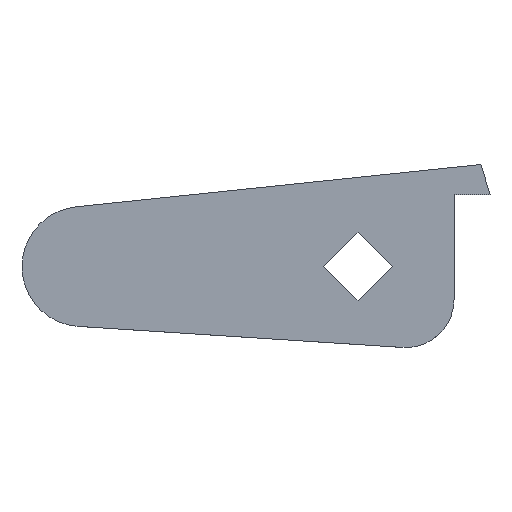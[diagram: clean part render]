
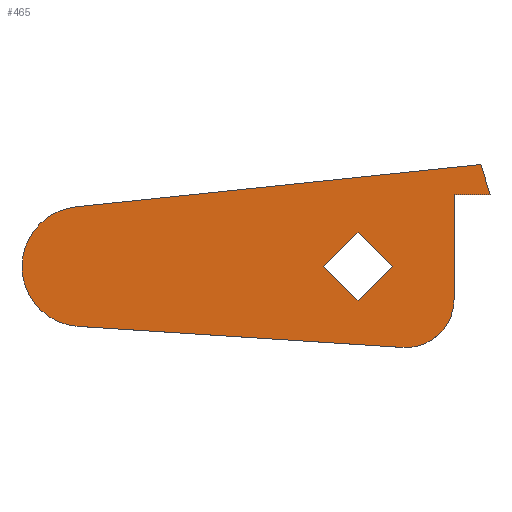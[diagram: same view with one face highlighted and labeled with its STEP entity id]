
A CAD part, top view. The second image highlights one B-rep face of the part: STEP entity #465.
In plain terms, the highlighted planar face has unit normal (0, 0, 1).
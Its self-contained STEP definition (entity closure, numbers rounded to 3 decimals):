
#3 = FACE_OUTER_BOUND ( 'NONE', #76, .T. ) ;
#11 = VECTOR ( 'NONE', #202, 1000. ) ;
#12 = VECTOR ( 'NONE', #192, 1000. ) ;
#15 = VECTOR ( 'NONE', #172, 1000. ) ;
#16 = AXIS2_PLACEMENT_3D ( 'NONE', #162, #171, #170 ) ;
#21 = AXIS2_PLACEMENT_3D ( 'NONE', #145, #156, #155 ) ;
#24 = AXIS2_PLACEMENT_3D ( 'NONE', #337, #141, #140 ) ;
#31 = VECTOR ( 'NONE', #249, 1000. ) ;
#34 = VECTOR ( 'NONE', #166, 1000. ) ;
#39 = VECTOR ( 'NONE', #196, 1000. ) ;
#40 = VECTOR ( 'NONE', #207, 1000. ) ;
#41 = AXIS2_PLACEMENT_3D ( 'NONE', #216, #215, #214 ) ;
#44 = FACE_BOUND ( 'NONE', #79, .T. ) ;
#51 = VECTOR ( 'NONE', #338, 1000. ) ;
#55 = VECTOR ( 'NONE', #181, 1000. ) ;
#76 = EDGE_LOOP ( 'NONE', ( #362, #386, #382, #383, #363, #367, #371, #374 ) ) ;
#79 = EDGE_LOOP ( 'NONE', ( #395, #375, #389, #381 ) ) ;
#85 = VERTEX_POINT ( 'NONE', #336 ) ;
#90 = VERTEX_POINT ( 'NONE', #340 ) ;
#93 = VERTEX_POINT ( 'NONE', #333 ) ;
#96 = VERTEX_POINT ( 'NONE', #330 ) ;
#97 = VERTEX_POINT ( 'NONE', #315 ) ;
#98 = VERTEX_POINT ( 'NONE', #357 ) ;
#101 = VERTEX_POINT ( 'NONE', #346 ) ;
#102 = VERTEX_POINT ( 'NONE', #311 ) ;
#103 = VERTEX_POINT ( 'NONE', #361 ) ;
#105 = VERTEX_POINT ( 'NONE', #312 ) ;
#110 = VERTEX_POINT ( 'NONE', #345 ) ;
#128 = VERTEX_POINT ( 'NONE', #317 ) ;
#140 = DIRECTION ( 'NONE',  ( -1., 0., 0. ) ) ;
#141 = DIRECTION ( 'NONE',  ( 0., 0., 1. ) ) ;
#145 = CARTESIAN_POINT ( 'NONE',  ( 8., -5.5, 1. ) ) ;
#155 = DIRECTION ( 'NONE',  ( -1., 0., 0. ) ) ;
#156 = DIRECTION ( 'NONE',  ( 0., 0., 1. ) ) ;
#162 = CARTESIAN_POINT ( 'NONE',  ( -46., 0., 1. ) ) ;
#166 = DIRECTION ( 'NONE',  ( -0.707, -0.707, 0. ) ) ;
#167 = CARTESIAN_POINT ( 'NONE',  ( 0., 5.728, 1. ) ) ;
#168 = LINE ( 'NONE', #167, #34 ) ;
#170 = DIRECTION ( 'NONE',  ( -1., 0., 0. ) ) ;
#171 = DIRECTION ( 'NONE',  ( 0., 0., 1. ) ) ;
#172 = DIRECTION ( 'NONE',  ( 0.707, 0.707, 0. ) ) ;
#173 = CARTESIAN_POINT ( 'NONE',  ( 0., -5.728, 1. ) ) ;
#174 = LINE ( 'NONE', #173, #15 ) ;
#181 = DIRECTION ( 'NONE',  ( 0., 1., 0. ) ) ;
#182 = CARTESIAN_POINT ( 'NONE',  ( 16., 12., 1. ) ) ;
#183 = LINE ( 'NONE', #182, #55 ) ;
#185 = CARTESIAN_POINT ( 'NONE',  ( 5.728, 0., 1. ) ) ;
#186 = LINE ( 'NONE', #185, #12 ) ;
#192 = DIRECTION ( 'NONE',  ( -0.707, 0.707, 0. ) ) ;
#193 = CARTESIAN_POINT ( 'NONE',  ( -5.728, 0., 1. ) ) ;
#194 = LINE ( 'NONE', #193, #39 ) ;
#195 = LINE ( 'NONE', #203, #11 ) ;
#196 = DIRECTION ( 'NONE',  ( 0.707, -0.707, 0. ) ) ;
#197 = CARTESIAN_POINT ( 'NONE',  ( -46.646, -9.979, 1. ) ) ;
#198 = LINE ( 'NONE', #197, #40 ) ;
#202 = DIRECTION ( 'NONE',  ( 1., 0., 0. ) ) ;
#203 = CARTESIAN_POINT ( 'NONE',  ( 22., 12., 1. ) ) ;
#207 = DIRECTION ( 'NONE',  ( 0.998, -0.065, 0. ) ) ;
#214 = DIRECTION ( 'NONE',  ( -1., 0., 0. ) ) ;
#215 = DIRECTION ( 'NONE',  ( 0., 0., -1. ) ) ;
#216 = CARTESIAN_POINT ( 'NONE',  ( -46., 0., 1. ) ) ;
#217 = PLANE ( 'NONE',  #41 ) ;
#234 = LINE ( 'NONE', #241, #31 ) ;
#241 = CARTESIAN_POINT ( 'NONE',  ( 22., 12., 1. ) ) ;
#249 = DIRECTION ( 'NONE',  ( -0.287, 0.958, 0. ) ) ;
#311 = CARTESIAN_POINT ( 'NONE',  ( 22., 12., 1. ) ) ;
#312 = CARTESIAN_POINT ( 'NONE',  ( 20.5, 17., 1. ) ) ;
#315 = CARTESIAN_POINT ( 'NONE',  ( 16., -5.5, 1. ) ) ;
#317 = CARTESIAN_POINT ( 'NONE',  ( -46.646, -9.979, 1. ) ) ;
#330 = CARTESIAN_POINT ( 'NONE',  ( 16., 12., 1. ) ) ;
#333 = CARTESIAN_POINT ( 'NONE',  ( 0., 5.728, 1. ) ) ;
#336 = CARTESIAN_POINT ( 'NONE',  ( -56., 0., 1. ) ) ;
#337 = CARTESIAN_POINT ( 'NONE',  ( -46., 0., 1. ) ) ;
#338 = DIRECTION ( 'NONE',  ( -0.995, -0.104, 0. ) ) ;
#339 = CARTESIAN_POINT ( 'NONE',  ( -47.039, 9.946, 1. ) ) ;
#340 = CARTESIAN_POINT ( 'NONE',  ( 7.483, -13.483, 1. ) ) ;
#342 = LINE ( 'NONE', #339, #51 ) ;
#345 = CARTESIAN_POINT ( 'NONE',  ( 0., -5.728, 1. ) ) ;
#346 = CARTESIAN_POINT ( 'NONE',  ( 5.728, 0., 1. ) ) ;
#357 = CARTESIAN_POINT ( 'NONE',  ( -47.039, 9.946, 1. ) ) ;
#361 = CARTESIAN_POINT ( 'NONE',  ( -5.728, 0., 1. ) ) ;
#362 = ORIENTED_EDGE ( 'NONE', *, *, #429, .T. ) ;
#363 = ORIENTED_EDGE ( 'NONE', *, *, #443, .T. ) ;
#367 = ORIENTED_EDGE ( 'NONE', *, *, #453, .T. ) ;
#371 = ORIENTED_EDGE ( 'NONE', *, *, #418, .T. ) ;
#374 = ORIENTED_EDGE ( 'NONE', *, *, #412, .T. ) ;
#375 = ORIENTED_EDGE ( 'NONE', *, *, #448, .F. ) ;
#381 = ORIENTED_EDGE ( 'NONE', *, *, #452, .F. ) ;
#382 = ORIENTED_EDGE ( 'NONE', *, *, #458, .T. ) ;
#383 = ORIENTED_EDGE ( 'NONE', *, *, #433, .T. ) ;
#386 = ORIENTED_EDGE ( 'NONE', *, *, #440, .T. ) ;
#389 = ORIENTED_EDGE ( 'NONE', *, *, #439, .F. ) ;
#395 = ORIENTED_EDGE ( 'NONE', *, *, #441, .F. ) ;
#412 = EDGE_CURVE ( 'NONE', #105, #98, #342, .T. ) ;
#417 = CIRCLE ( 'NONE', #21, 8. ) ;
#418 = EDGE_CURVE ( 'NONE', #102, #105, #234, .T. ) ;
#419 = CIRCLE ( 'NONE', #24, 10. ) ;
#429 = EDGE_CURVE ( 'NONE', #98, #85, #419, .T. ) ;
#433 = EDGE_CURVE ( 'NONE', #90, #97, #417, .T. ) ;
#439 = EDGE_CURVE ( 'NONE', #110, #101, #174, .T. ) ;
#440 = EDGE_CURVE ( 'NONE', #85, #128, #445, .T. ) ;
#441 = EDGE_CURVE ( 'NONE', #93, #103, #168, .T. ) ;
#443 = EDGE_CURVE ( 'NONE', #97, #96, #183, .T. ) ;
#445 = CIRCLE ( 'NONE', #16, 10. ) ;
#448 = EDGE_CURVE ( 'NONE', #101, #93, #186, .T. ) ;
#452 = EDGE_CURVE ( 'NONE', #103, #110, #194, .T. ) ;
#453 = EDGE_CURVE ( 'NONE', #96, #102, #195, .T. ) ;
#458 = EDGE_CURVE ( 'NONE', #128, #90, #198, .T. ) ;
#465 = ADVANCED_FACE ( 'NONE', ( #3, #44 ), #217, .F. ) ;
